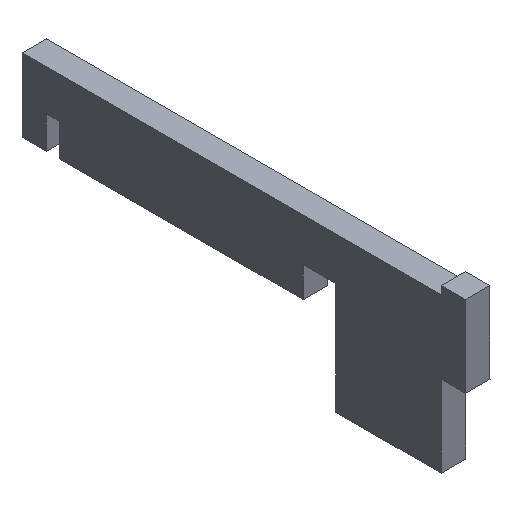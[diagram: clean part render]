
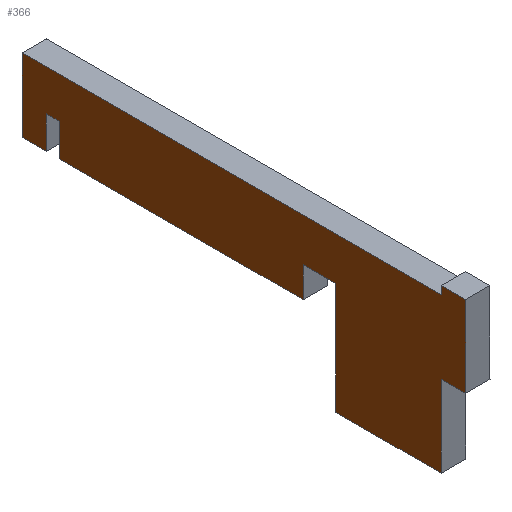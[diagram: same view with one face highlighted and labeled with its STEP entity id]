
A CAD part, isometric view. The second image highlights one B-rep face of the part: STEP entity #366.
In plain terms, the highlighted planar face has unit normal (-1, 0, 0).
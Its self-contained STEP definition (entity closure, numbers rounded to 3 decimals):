
#26=FACE_OUTER_BOUND('',#45,.T.);
#45=EDGE_LOOP('',(#292,#293,#294,#295,#296,#297,#298,#299,#300,#301,#302,
#303,#304,#305,#306,#307));
#55=LINE('',#505,#105);
#59=LINE('',#512,#109);
#77=LINE('',#549,#127);
#80=LINE('',#555,#130);
#83=LINE('',#560,#133);
#84=LINE('',#562,#134);
#86=LINE('',#566,#136);
#87=LINE('',#568,#137);
#89=LINE('',#572,#139);
#90=LINE('',#575,#140);
#91=LINE('',#577,#141);
#92=LINE('',#579,#142);
#93=LINE('',#581,#143);
#94=LINE('',#583,#144);
#95=LINE('',#585,#145);
#96=LINE('',#586,#146);
#105=VECTOR('',#413,10.);
#109=VECTOR('',#419,10.);
#127=VECTOR('',#443,10.);
#130=VECTOR('',#448,10.);
#133=VECTOR('',#453,10.);
#134=VECTOR('',#456,10.);
#136=VECTOR('',#460,10.);
#137=VECTOR('',#463,10.);
#139=VECTOR('',#467,10.);
#140=VECTOR('',#470,10.);
#141=VECTOR('',#471,10.);
#142=VECTOR('',#472,10.);
#143=VECTOR('',#473,10.);
#144=VECTOR('',#474,10.);
#145=VECTOR('',#475,10.);
#146=VECTOR('',#476,10.);
#155=VERTEX_POINT('',#502);
#156=VERTEX_POINT('',#504);
#158=VERTEX_POINT('',#510);
#173=VERTEX_POINT('',#546);
#174=VERTEX_POINT('',#548);
#175=VERTEX_POINT('',#552);
#176=VERTEX_POINT('',#554);
#177=VERTEX_POINT('',#558);
#178=VERTEX_POINT('',#564);
#179=VERTEX_POINT('',#570);
#180=VERTEX_POINT('',#574);
#181=VERTEX_POINT('',#576);
#182=VERTEX_POINT('',#578);
#183=VERTEX_POINT('',#580);
#184=VERTEX_POINT('',#582);
#185=VERTEX_POINT('',#584);
#188=EDGE_CURVE('',#156,#155,#55,.T.);
#192=EDGE_CURVE('',#155,#158,#59,.T.);
#210=EDGE_CURVE('',#173,#174,#77,.T.);
#213=EDGE_CURVE('',#176,#175,#80,.T.);
#216=EDGE_CURVE('',#175,#177,#83,.T.);
#217=EDGE_CURVE('',#173,#156,#84,.T.);
#219=EDGE_CURVE('',#158,#178,#86,.T.);
#220=EDGE_CURVE('',#174,#177,#87,.T.);
#222=EDGE_CURVE('',#178,#179,#89,.T.);
#223=EDGE_CURVE('',#180,#179,#90,.T.);
#224=EDGE_CURVE('',#181,#180,#91,.T.);
#225=EDGE_CURVE('',#181,#182,#92,.T.);
#226=EDGE_CURVE('',#182,#183,#93,.T.);
#227=EDGE_CURVE('',#184,#183,#94,.T.);
#228=EDGE_CURVE('',#184,#185,#95,.T.);
#229=EDGE_CURVE('',#185,#176,#96,.T.);
#292=ORIENTED_EDGE('',*,*,#188,.T.);
#293=ORIENTED_EDGE('',*,*,#192,.T.);
#294=ORIENTED_EDGE('',*,*,#219,.T.);
#295=ORIENTED_EDGE('',*,*,#222,.T.);
#296=ORIENTED_EDGE('',*,*,#223,.F.);
#297=ORIENTED_EDGE('',*,*,#224,.F.);
#298=ORIENTED_EDGE('',*,*,#225,.T.);
#299=ORIENTED_EDGE('',*,*,#226,.T.);
#300=ORIENTED_EDGE('',*,*,#227,.F.);
#301=ORIENTED_EDGE('',*,*,#228,.T.);
#302=ORIENTED_EDGE('',*,*,#229,.T.);
#303=ORIENTED_EDGE('',*,*,#213,.T.);
#304=ORIENTED_EDGE('',*,*,#216,.T.);
#305=ORIENTED_EDGE('',*,*,#220,.F.);
#306=ORIENTED_EDGE('',*,*,#210,.F.);
#307=ORIENTED_EDGE('',*,*,#217,.T.);
#347=PLANE('',#399);
#366=ADVANCED_FACE('',(#26),#347,.T.);
#399=AXIS2_PLACEMENT_3D('',#573,#468,#469);
#413=DIRECTION('',(0.,0.,1.));
#419=DIRECTION('',(0.,1.,0.));
#443=DIRECTION('',(0.,0.,-1.));
#448=DIRECTION('',(0.,-1.,0.));
#453=DIRECTION('',(0.,0.,-1.));
#456=DIRECTION('',(0.,-1.,0.));
#460=DIRECTION('',(0.,0.,-1.));
#463=DIRECTION('',(0.,1.,0.));
#467=DIRECTION('',(0.,1.,0.));
#468=DIRECTION('center_axis',(-1.,0.,0.));
#469=DIRECTION('ref_axis',(0.,-1.,0.));
#470=DIRECTION('',(0.,0.,1.));
#471=DIRECTION('',(0.,1.,0.));
#472=DIRECTION('',(0.,0.,1.));
#473=DIRECTION('',(0.,-1.,0.));
#474=DIRECTION('',(0.,0.,1.));
#475=DIRECTION('',(0.,-1.,0.));
#476=DIRECTION('',(0.,0.,1.));
#502=CARTESIAN_POINT('',(3.,-70.,6.));
#504=CARTESIAN_POINT('',(3.,-70.,-4.));
#505=CARTESIAN_POINT('',(3.,-70.,0.));
#510=CARTESIAN_POINT('',(3.,-67.,6.));
#512=CARTESIAN_POINT('',(3.,-20.4,6.));
#546=CARTESIAN_POINT('',(3.,-67.,-4.));
#548=CARTESIAN_POINT('',(3.,-67.,-14.));
#549=CARTESIAN_POINT('',(3.,-67.,-4.));
#552=CARTESIAN_POINT('',(3.,-54.,-0.28));
#554=CARTESIAN_POINT('',(3.,-50.,-0.28));
#555=CARTESIAN_POINT('',(3.,-26.2,-0.28));
#558=CARTESIAN_POINT('',(3.,-54.,-14.));
#560=CARTESIAN_POINT('',(3.,-54.,-4.));
#562=CARTESIAN_POINT('',(3.,-47.,-4.));
#564=CARTESIAN_POINT('',(3.,-67.,5.));
#566=CARTESIAN_POINT('',(3.,-67.,3.));
#568=CARTESIAN_POINT('',(3.,-71.,-14.));
#570=CARTESIAN_POINT('',(3.,-15.4,5.));
#572=CARTESIAN_POINT('',(3.,-33.3,5.));
#573=CARTESIAN_POINT('Origin',(3.,-25.4,0.));
#574=CARTESIAN_POINT('',(3.,-15.4,-4.));
#575=CARTESIAN_POINT('',(3.,-15.4,0.));
#576=CARTESIAN_POINT('',(3.,-18.4,-4.));
#577=CARTESIAN_POINT('',(3.,-25.4,-4.));
#578=CARTESIAN_POINT('',(3.,-18.4,0.));
#579=CARTESIAN_POINT('',(3.,-18.4,0.));
#580=CARTESIAN_POINT('',(3.,-20.,0.));
#581=CARTESIAN_POINT('',(3.,-25.4,0.));
#582=CARTESIAN_POINT('',(3.,-20.,-4.));
#583=CARTESIAN_POINT('',(3.,-20.,0.));
#584=CARTESIAN_POINT('',(3.,-50.,-4.));
#585=CARTESIAN_POINT('',(3.,-47.,-4.));
#586=CARTESIAN_POINT('',(3.,-50.,-27.14));
